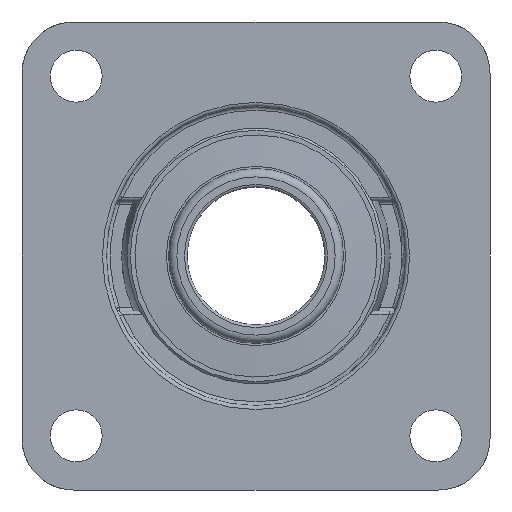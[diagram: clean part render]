
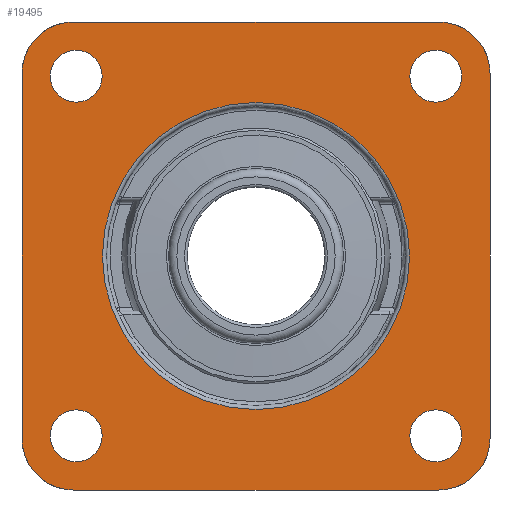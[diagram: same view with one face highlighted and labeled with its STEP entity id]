
A CAD part, front view. The second image highlights one B-rep face of the part: STEP entity #19495.
In plain terms, the highlighted face is planar.
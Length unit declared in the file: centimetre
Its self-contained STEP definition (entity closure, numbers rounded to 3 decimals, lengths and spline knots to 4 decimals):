
#19156=CARTESIAN_POINT('',(4.2113,-5.4,0.));
#19157=VERTEX_POINT('',#19156);
#19164=CARTESIAN_POINT('',(5.4,-4.2113,0.));
#19165=VERTEX_POINT('',#19164);
#19166=CARTESIAN_POINT('',(4.2113,-4.2113,0.));
#19167=DIRECTION('',(0.,0.,1.));
#19168=DIRECTION('',(1.,0.,-0.));
#19169=AXIS2_PLACEMENT_3D('',#19166,#19167,#19168);
#19170=CIRCLE('',#19169,1.1887);
#19171=EDGE_CURVE('',#19157,#19165,#19170,.T.);
#19188=CARTESIAN_POINT('',(0.,3.5433,0.));
#19189=VERTEX_POINT('',#19188);
#19216=CARTESIAN_POINT('',(0.,0.,0.));
#19217=DIRECTION('',(-0.,0.,-1.));
#19218=DIRECTION('',(-0.,-1.,0.));
#19219=AXIS2_PLACEMENT_3D('',#19216,#19217,#19218);
#19220=CIRCLE('',#19219,3.5433);
#19221=EDGE_CURVE('',#19189,#19189,#19220,.T.);
#19383=CARTESIAN_POINT('',(0.,0.,0.));
#19384=DIRECTION('',(0.,0.,1.));
#19385=DIRECTION('',(1.,0.,0.));
#19386=AXIS2_PLACEMENT_3D('',#19383,#19384,#19385);
#19387=PLANE('',#19386);
#19388=CARTESIAN_POINT('',(5.4,4.2113,0.));
#19389=VERTEX_POINT('',#19388);
#19390=CARTESIAN_POINT('',(5.4,12349.2113,0.));
#19391=DIRECTION('',(0.,-1.,0.));
#19392=VECTOR('',#19391,24690.);
#19393=LINE('',#19390,#19392);
#19394=EDGE_CURVE('',#19389,#19165,#19393,.T.);
#19395=ORIENTED_EDGE('',*,*,#19394,.T.);
#19396=ORIENTED_EDGE('',*,*,#19171,.F.);
#19397=CARTESIAN_POINT('',(-4.2113,-5.4,0.));
#19398=VERTEX_POINT('',#19397);
#19399=CARTESIAN_POINT('',(12349.2113,-5.4,0.));
#19400=DIRECTION('',(-1.,0.,0.));
#19401=VECTOR('',#19400,24690.);
#19402=LINE('',#19399,#19401);
#19403=EDGE_CURVE('',#19157,#19398,#19402,.T.);
#19404=ORIENTED_EDGE('',*,*,#19403,.T.);
#19405=CARTESIAN_POINT('',(-5.4,-4.2113,0.));
#19406=VERTEX_POINT('',#19405);
#19407=CARTESIAN_POINT('',(-4.2113,-4.2113,0.));
#19408=DIRECTION('',(0.,0.,1.));
#19409=DIRECTION('',(1.,0.,-0.));
#19410=AXIS2_PLACEMENT_3D('',#19407,#19408,#19409);
#19411=CIRCLE('',#19410,1.1887);
#19412=EDGE_CURVE('',#19406,#19398,#19411,.T.);
#19413=ORIENTED_EDGE('',*,*,#19412,.F.);
#19414=CARTESIAN_POINT('',(-5.4,4.2113,0.));
#19415=VERTEX_POINT('',#19414);
#19416=CARTESIAN_POINT('',(-5.4,-12349.2113,0.));
#19417=DIRECTION('',(0.,1.,0.));
#19418=VECTOR('',#19417,24690.);
#19419=LINE('',#19416,#19418);
#19420=EDGE_CURVE('',#19406,#19415,#19419,.T.);
#19421=ORIENTED_EDGE('',*,*,#19420,.T.);
#19422=CARTESIAN_POINT('',(-4.2113,5.4,0.));
#19423=VERTEX_POINT('',#19422);
#19424=CARTESIAN_POINT('',(-4.2113,4.2113,0.));
#19425=DIRECTION('',(0.,0.,1.));
#19426=DIRECTION('',(1.,0.,-0.));
#19427=AXIS2_PLACEMENT_3D('',#19424,#19425,#19426);
#19428=CIRCLE('',#19427,1.1887);
#19429=EDGE_CURVE('',#19423,#19415,#19428,.T.);
#19430=ORIENTED_EDGE('',*,*,#19429,.F.);
#19431=CARTESIAN_POINT('',(4.2113,5.4,0.));
#19432=VERTEX_POINT('',#19431);
#19433=CARTESIAN_POINT('',(-12349.2113,5.4,0.));
#19434=DIRECTION('',(1.,0.,-0.));
#19435=VECTOR('',#19434,24690.);
#19436=LINE('',#19433,#19435);
#19437=EDGE_CURVE('',#19423,#19432,#19436,.T.);
#19438=ORIENTED_EDGE('',*,*,#19437,.T.);
#19439=CARTESIAN_POINT('',(4.2113,4.2113,0.));
#19440=DIRECTION('',(0.,0.,1.));
#19441=DIRECTION('',(1.,0.,-0.));
#19442=AXIS2_PLACEMENT_3D('',#19439,#19440,#19441);
#19443=CIRCLE('',#19442,1.1887);
#19444=EDGE_CURVE('',#19389,#19432,#19443,.T.);
#19445=ORIENTED_EDGE('',*,*,#19444,.F.);
#19446=EDGE_LOOP('',(#19395,#19396,#19404,#19413,#19421,#19430,#19438,#19445));
#19447=FACE_BOUND('',#19446,.T.);
#19448=CARTESIAN_POINT('',(-4.75,4.15,0.));
#19449=VERTEX_POINT('',#19448);
#19450=CARTESIAN_POINT('',(-4.15,4.15,0.));
#19451=DIRECTION('',(0.,0.,1.));
#19452=DIRECTION('',(1.,0.,-0.));
#19453=AXIS2_PLACEMENT_3D('',#19450,#19451,#19452);
#19454=CIRCLE('',#19453,0.6);
#19455=EDGE_CURVE('',#19449,#19449,#19454,.T.);
#19456=ORIENTED_EDGE('',*,*,#19455,.T.);
#19457=EDGE_LOOP('',(#19456));
#19458=FACE_BOUND('',#19457,.T.);
#19459=CARTESIAN_POINT('',(-4.15,-4.75,0.));
#19460=VERTEX_POINT('',#19459);
#19461=CARTESIAN_POINT('',(-4.15,-4.15,0.));
#19462=DIRECTION('',(0.,0.,1.));
#19463=DIRECTION('',(-0.,1.,0.));
#19464=AXIS2_PLACEMENT_3D('',#19461,#19462,#19463);
#19465=CIRCLE('',#19464,0.6);
#19466=EDGE_CURVE('',#19460,#19460,#19465,.T.);
#19467=ORIENTED_EDGE('',*,*,#19466,.T.);
#19468=EDGE_LOOP('',(#19467));
#19469=FACE_BOUND('',#19468,.T.);
#19470=CARTESIAN_POINT('',(4.75,-4.15,0.));
#19471=VERTEX_POINT('',#19470);
#19472=CARTESIAN_POINT('',(4.15,-4.15,0.));
#19473=DIRECTION('',(0.,0.,1.));
#19474=DIRECTION('',(-1.,-0.,0.));
#19475=AXIS2_PLACEMENT_3D('',#19472,#19473,#19474);
#19476=CIRCLE('',#19475,0.6);
#19477=EDGE_CURVE('',#19471,#19471,#19476,.T.);
#19478=ORIENTED_EDGE('',*,*,#19477,.T.);
#19479=EDGE_LOOP('',(#19478));
#19480=FACE_BOUND('',#19479,.T.);
#19481=CARTESIAN_POINT('',(4.15,4.75,0.));
#19482=VERTEX_POINT('',#19481);
#19483=CARTESIAN_POINT('',(4.15,4.15,0.));
#19484=DIRECTION('',(0.,0.,1.));
#19485=DIRECTION('',(0.,-1.,0.));
#19486=AXIS2_PLACEMENT_3D('',#19483,#19484,#19485);
#19487=CIRCLE('',#19486,0.6);
#19488=EDGE_CURVE('',#19482,#19482,#19487,.T.);
#19489=ORIENTED_EDGE('',*,*,#19488,.T.);
#19490=EDGE_LOOP('',(#19489));
#19491=FACE_BOUND('',#19490,.T.);
#19492=ORIENTED_EDGE('',*,*,#19221,.F.);
#19493=EDGE_LOOP('',(#19492));
#19494=FACE_BOUND('',#19493,.T.);
#19495=ADVANCED_FACE('',(#19447,#19458,#19469,#19480,#19491,#19494),#19387,.F.);
